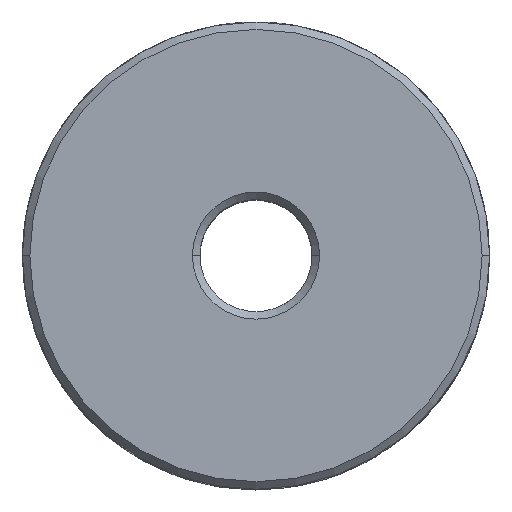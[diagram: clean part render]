
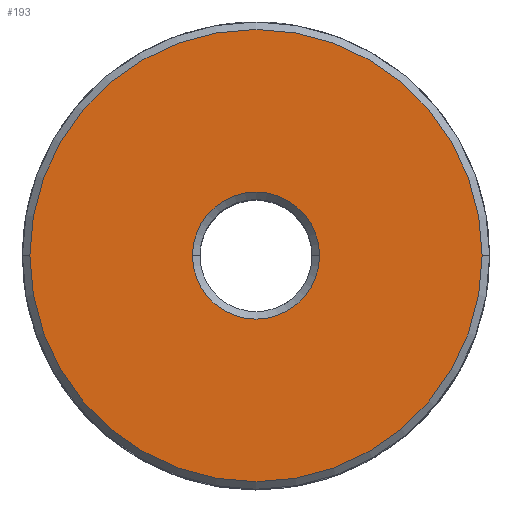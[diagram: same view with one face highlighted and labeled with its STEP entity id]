
A CAD part, top view. The second image highlights one B-rep face of the part: STEP entity #193.
In plain terms, the highlighted planar face has unit normal (0, 0, 1).
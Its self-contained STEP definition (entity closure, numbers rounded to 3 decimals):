
#193=ADVANCED_FACE('',(#502,#503),#504,.F.);
#502=FACE_OUTER_BOUND('',#10932,.T.);
#503=FACE_BOUND('',#10933,.T.);
#504=PLANE('',#10934);
#10932=EDGE_LOOP('',(#12076,#12077));
#10933=EDGE_LOOP('',(#12078,#12079));
#10934=AXIS2_PLACEMENT_3D('',#12080,#12081,#12082);
#12076=ORIENTED_EDGE('',*,*,#12345,.F.);
#12077=ORIENTED_EDGE('',*,*,#12298,.F.);
#12078=ORIENTED_EDGE('',*,*,#12352,.F.);
#12079=ORIENTED_EDGE('',*,*,#12285,.F.);
#12080=CARTESIAN_POINT('',(0.0,0.0,24.0));
#12081=DIRECTION('',(0.0,0.0,-1.0));
#12082=DIRECTION('',(-1.0,0.0,0.0));
#12285=EDGE_CURVE('',#12806,#12809,#12810,.T.);
#12298=EDGE_CURVE('',#12829,#12831,#12832,.T.);
#12345=EDGE_CURVE('',#12831,#12829,#12909,.T.);
#12352=EDGE_CURVE('',#12809,#12806,#12919,.T.);
#12806=VERTEX_POINT('',#18693);
#12809=VERTEX_POINT('',#18697);
#12810=CIRCLE('',#18698,3.4);
#12829=VERTEX_POINT('',#18775);
#12831=VERTEX_POINT('',#18778);
#12832=CIRCLE('',#18779,12.1);
#12909=CIRCLE('',#23643,12.1);
#12919=CIRCLE('',#23707,3.4);
#18693=CARTESIAN_POINT('',(-3.4,0.,24.0));
#18697=CARTESIAN_POINT('',(3.4,0.,24.0));
#18698=AXIS2_PLACEMENT_3D('',#24519,#24520,#24521);
#18775=CARTESIAN_POINT('',(-12.1,0.,24.0));
#18778=CARTESIAN_POINT('',(12.1,0.,24.0));
#18779=AXIS2_PLACEMENT_3D('',#24542,#24543,#24544);
#23643=AXIS2_PLACEMENT_3D('',#24583,#24584,#24585);
#23707=AXIS2_PLACEMENT_3D('',#24592,#24593,#24594);
#24519=CARTESIAN_POINT('',(0.0,0.0,24.0));
#24520=DIRECTION('',(0.0,0.0,1.0));
#24521=DIRECTION('',(-1.0,0.0,0.0));
#24542=CARTESIAN_POINT('',(0.0,0.0,24.0));
#24543=DIRECTION('',(0.0,0.0,-1.0));
#24544=DIRECTION('',(-1.0,0.0,0.0));
#24583=CARTESIAN_POINT('',(0.0,0.0,24.0));
#24584=DIRECTION('',(0.0,0.0,-1.0));
#24585=DIRECTION('',(-1.0,0.0,0.0));
#24592=CARTESIAN_POINT('',(0.0,0.0,24.0));
#24593=DIRECTION('',(0.0,0.0,1.0));
#24594=DIRECTION('',(-1.0,0.0,0.0));
